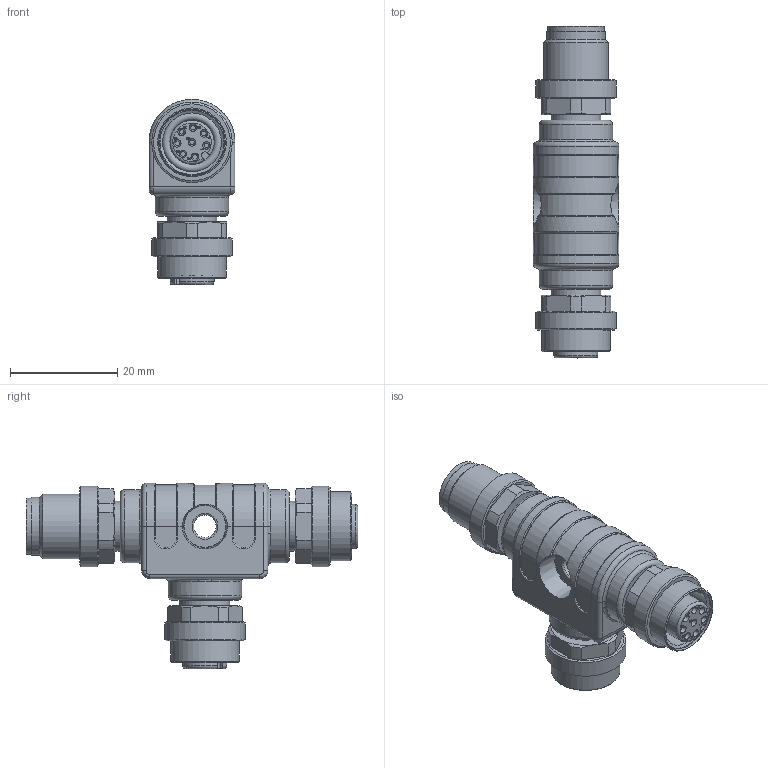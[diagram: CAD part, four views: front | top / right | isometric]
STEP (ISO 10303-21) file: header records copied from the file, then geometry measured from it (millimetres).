
FILE_DESCRIPTION(/* description */ (''),/* implementation_level */ '2;1');
FILE_NAME(/* name */ 'T-WAKS8-WAKS8-WASS8_stp.stp',/* time_stamp */ '2018-07-19T10:18:00+02:00',/* author */ (''),/* organization */ (''),/* preprocessor_version */ 'ST-DEVELOPER v16',/* originating_system */ 'SIEMENS PLM Software NX 10.0',/* authorisation */ '');
FILE_SCHEMA (('AUTOMOTIVE_DESIGN { 1 0 10303 214 3 1 1 1 }'));
Length unit declared in the file: millimetre
Products named in the file (1): T-WAKS8-WAKS8-WASS8_stp
Bounding box: 16 x 61.8 x 34.5 mm (x, y, z)
Surface area: 6261.8 mm2 (no closed solid volume)
Topology: 0 solids, 1 shells, 638 faces, 1625 edges, 1059 vertices
Faces by surface type: plane 240, extrusion 204, cylinder 98, cone 48, torus 30, bspline 10, sphere 8
Full cylindrical faces by diameter (mm): 0.8 x8, 0.9 x16, 4.2 x1, 8.3 x1, 9.3 x3, 10.5 x1, 10.8 x1, 10.95 x2, 12 x1, 12.3 x2, 12.8 x2, 13.65 x3, 15 x3
Entity records: 20651 total; most frequent: CARTESIAN_POINT 6616, ORIENTED_EDGE 2974, DIRECTION 2347, EDGE_CURVE 1487, VERTEX_POINT 1013, VECTOR 915, EDGE_LOOP 800, AXIS2_PLACEMENT_3D 716
